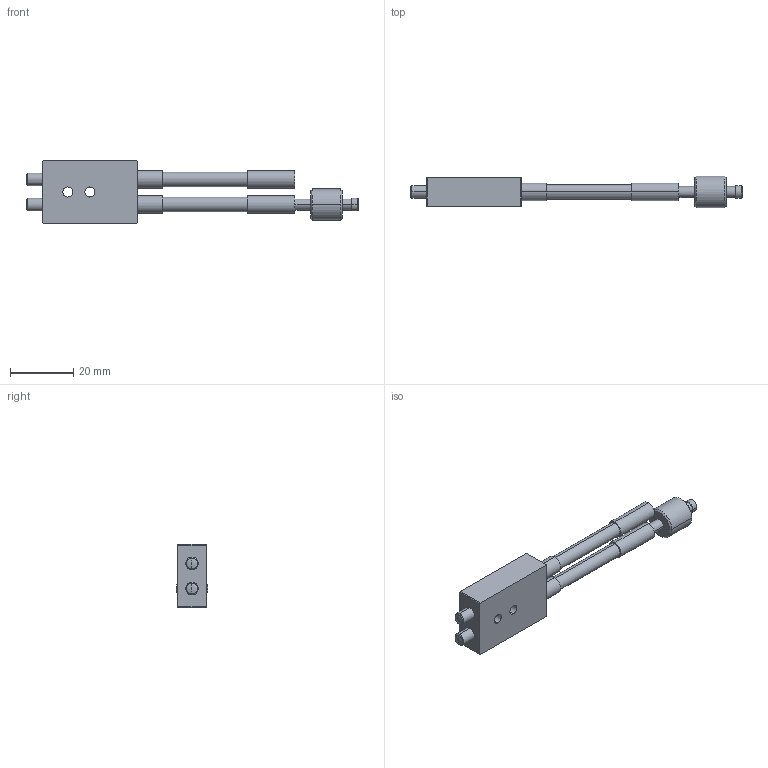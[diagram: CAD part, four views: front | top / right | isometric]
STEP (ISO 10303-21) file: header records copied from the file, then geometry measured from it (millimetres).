
FILE_DESCRIPTION (( 'STEP AP214' ), '1' );
FILE_NAME ('GPF-VD24-ST-180.STEP', '2017-11-17T08:42:33', ( 'TWLEE' ), ( '' ), 'SwSTEP 2.0', 'SolidWorks 2015', '' );
FILE_SCHEMA (( 'AUTOMOTIVE_DESIGN' ));
Length unit declared in the file: millimetre
Products named in the file (5): GPF-VD24-ST-180; GPF-VD24-ST-180_HEAD2; GPF-VD24-ST-180_HEAD; GPF-VD24-ST-180_FIBER; GPF-VD24-ST-180_LENS
Assembly tree (6 placements, depth 2):
  GPF-VD24-ST-180
    GPF-VD24-ST-180_HEAD2
    GPF-VD24-ST-180_HEAD
    GPF-VD24-ST-180_FIBER  x2
    GPF-VD24-ST-180_LENS  x2
Bounding box: 105.25 x 10 x 20 mm (x, y, z)
Volume: 8251.4 mm3; surface area: 4687 mm2
Topology: 6 solids, 6 shells, 76 faces, 154 edges, 96 vertices
Faces by surface type: cylinder 34, plane 28, cone 10, bspline 4
Entity records: 1828 total; most frequent: DIRECTION 310, CARTESIAN_POINT 301, ORIENTED_EDGE 240, AXIS2_PLACEMENT_3D 126, EDGE_CURVE 120, VERTEX_POINT 77, EDGE_LOOP 71, CIRCLE 60
